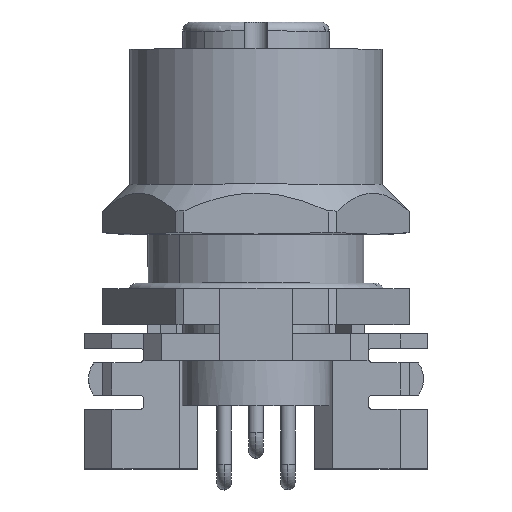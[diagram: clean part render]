
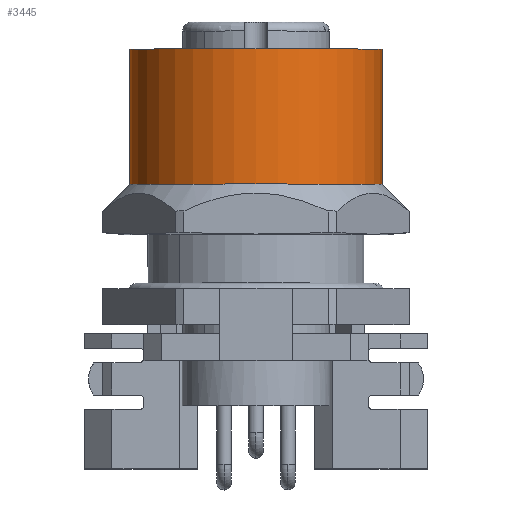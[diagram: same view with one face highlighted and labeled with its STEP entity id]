
A CAD part, top view. The second image highlights one B-rep face of the part: STEP entity #3445.
In plain terms, the highlighted cylindrical face has radius 7 mm (diameter 14 mm), a partial arc.
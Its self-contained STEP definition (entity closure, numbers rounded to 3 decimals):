
#3321=AXIS2_PLACEMENT_3D('Circle Axis2P3D',#3319,#3320,$) ;
#3418=AXIS2_PLACEMENT_3D('Cylinder Axis2P3D',#3415,#3416,#3417) ;
#3436=AXIS2_PLACEMENT_3D('Circle Axis2P3D',#3434,#3435,$) ;
#3316=CARTESIAN_POINT('Vertex',(16.5,16.96,12.2)) ;
#3319=CARTESIAN_POINT('Axis2P3D Location',(9.5,16.96,12.2)) ;
#3323=CARTESIAN_POINT('Vertex',(2.5,16.96,12.2)) ;
#3415=CARTESIAN_POINT('Axis2P3D Location',(9.5,20.71,12.2)) ;
#3420=CARTESIAN_POINT('Line Origine',(2.5,20.71,12.2)) ;
#3424=CARTESIAN_POINT('Vertex',(2.5,24.46,12.2)) ;
#3427=CARTESIAN_POINT('Line Origine',(16.5,20.71,12.2)) ;
#3431=CARTESIAN_POINT('Vertex',(16.5,24.46,12.2)) ;
#3434=CARTESIAN_POINT('Axis2P3D Location',(9.5,24.46,12.2)) ;
#3320=DIRECTION('Axis2P3D Direction',(0.,-1.,0.)) ;
#3416=DIRECTION('Axis2P3D Direction',(0.,1.,0.)) ;
#3417=DIRECTION('Axis2P3D XDirection',(-1.,0.,0.)) ;
#3421=DIRECTION('Vector Direction',(0.,1.,0.)) ;
#3428=DIRECTION('Vector Direction',(0.,1.,0.)) ;
#3435=DIRECTION('Axis2P3D Direction',(0.,1.,0.)) ;
#3422=VECTOR('Line Direction',#3421,1.) ;
#3429=VECTOR('Line Direction',#3428,1.) ;
#3440=ORIENTED_EDGE('',*,*,#3426,.F.) ;
#3441=ORIENTED_EDGE('',*,*,#3325,.T.) ;
#3442=ORIENTED_EDGE('',*,*,#3433,.F.) ;
#3443=ORIENTED_EDGE('',*,*,#3438,.F.) ;
#3445=ADVANCED_FACE('Hauptk\X2\00F6\X0\rper',(#3444),#3419,.T.) ;
#3322=CIRCLE('generated circle',#3321,7.) ;
#3437=CIRCLE('generated circle',#3436,7.) ;
#3419=CYLINDRICAL_SURFACE('generated cylinder',#3418,7.) ;
#3325=EDGE_CURVE('',#3324,#3317,#3322,.F.) ;
#3426=EDGE_CURVE('',#3324,#3425,#3423,.T.) ;
#3433=EDGE_CURVE('',#3432,#3317,#3430,.F.) ;
#3438=EDGE_CURVE('',#3425,#3432,#3437,.T.) ;
#3439=EDGE_LOOP('',(#3440,#3441,#3442,#3443)) ;
#3444=FACE_OUTER_BOUND('',#3439,.T.) ;
#3423=LINE('Line',#3420,#3422) ;
#3430=LINE('Line',#3427,#3429) ;
#3317=VERTEX_POINT('',#3316) ;
#3324=VERTEX_POINT('',#3323) ;
#3425=VERTEX_POINT('',#3424) ;
#3432=VERTEX_POINT('',#3431) ;
